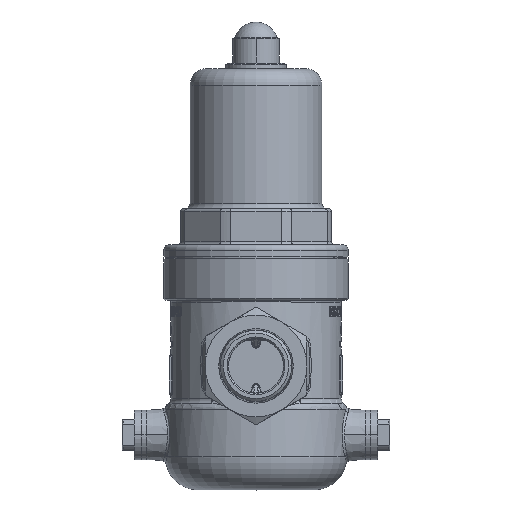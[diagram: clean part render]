
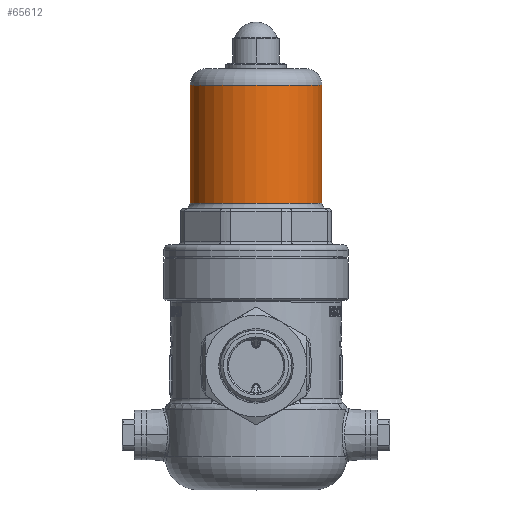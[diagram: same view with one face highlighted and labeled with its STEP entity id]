
A CAD part, top view. The second image highlights one B-rep face of the part: STEP entity #65612.
In plain terms, the highlighted cylindrical face has radius 24 mm (diameter 48 mm), a partial arc.
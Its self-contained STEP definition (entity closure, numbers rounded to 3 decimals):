
#27103 = CARTESIAN_POINT ( 'NONE',  ( 24., 59.2, 0. ) ) ;
#27165 = CARTESIAN_POINT ( 'NONE',  ( -24., 59.2, 0. ) ) ;
#41506 = DIRECTION ( 'NONE',  ( 1., 0., 0. ) ) ;
#41507 = DIRECTION ( 'NONE',  ( 0., 1., 0. ) ) ;
#41508 = CARTESIAN_POINT ( 'NONE',  ( 0., 59.2, 0. ) ) ;
#41510 = CIRCLE ( 'NONE', #41521, 24. ) ;
#41521 = AXIS2_PLACEMENT_3D ( 'NONE', #41508, #41507, #41506 ) ;
#42079 = CARTESIAN_POINT ( 'NONE',  ( -24., 102.2, 0. ) ) ;
#42288 = DIRECTION ( 'NONE',  ( 0., 1., 0. ) ) ;
#42289 = CARTESIAN_POINT ( 'NONE',  ( -24., 143.157, 0. ) ) ;
#42299 = CARTESIAN_POINT ( 'NONE',  ( 24., 102.2, 0. ) ) ;
#42315 = LINE ( 'NONE', #42289, #42322 ) ;
#42322 = VECTOR ( 'NONE', #42288, 1000. ) ;
#42328 = DIRECTION ( 'NONE',  ( 0., 1., 0. ) ) ;
#42329 = VECTOR ( 'NONE', #42328, 1000. ) ;
#42330 = CARTESIAN_POINT ( 'NONE',  ( 24., 143.157, 0. ) ) ;
#42332 = LINE ( 'NONE', #42330, #42329 ) ;
#48721 = CYLINDRICAL_SURFACE ( 'NONE', #48748, 24. ) ;
#48739 = CIRCLE ( 'NONE', #48859, 24. ) ;
#48748 = AXIS2_PLACEMENT_3D ( 'NONE', #48848, #48895, #48894 ) ;
#48848 = CARTESIAN_POINT ( 'NONE',  ( 0., 143.157, 0. ) ) ;
#48857 = DIRECTION ( 'NONE',  ( 1., 0., 0. ) ) ;
#48858 = DIRECTION ( 'NONE',  ( 0., 1., 0. ) ) ;
#48859 = AXIS2_PLACEMENT_3D ( 'NONE', #48864, #48858, #48857 ) ;
#48860 = FACE_OUTER_BOUND ( 'NONE', #65501, .T. ) ;
#48864 = CARTESIAN_POINT ( 'NONE',  ( 0., 102.2, 0. ) ) ;
#48894 = DIRECTION ( 'NONE',  ( 1., 0., 0. ) ) ;
#48895 = DIRECTION ( 'NONE',  ( 0., 1., 0. ) ) ;
#53822 = VERTEX_POINT ( 'NONE', #27103 ) ;
#53848 = VERTEX_POINT ( 'NONE', #27165 ) ;
#57152 = EDGE_CURVE ( 'NONE', #53848, #53822, #41510, .T. ) ;
#57310 = VERTEX_POINT ( 'NONE', #42079 ) ;
#57384 = EDGE_CURVE ( 'NONE', #53822, #57389, #42332, .T. ) ;
#57387 = EDGE_CURVE ( 'NONE', #53848, #57310, #42315, .T. ) ;
#57389 = VERTEX_POINT ( 'NONE', #42299 ) ;
#65501 = EDGE_LOOP ( 'NONE', ( #65543, #65518, #65617, #65582 ) ) ;
#65518 = ORIENTED_EDGE ( 'NONE', *, *, #57152, .T. ) ;
#65543 = ORIENTED_EDGE ( 'NONE', *, *, #57387, .F. ) ;
#65582 = ORIENTED_EDGE ( 'NONE', *, *, #65599, .F. ) ;
#65599 = EDGE_CURVE ( 'NONE', #57310, #57389, #48739, .T. ) ;
#65612 = ADVANCED_FACE ( 'NONE', ( #48860 ), #48721, .T. ) ;
#65617 = ORIENTED_EDGE ( 'NONE', *, *, #57384, .T. ) ;
